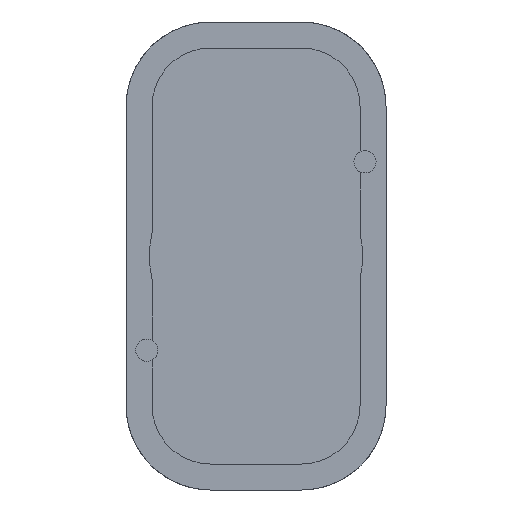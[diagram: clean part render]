
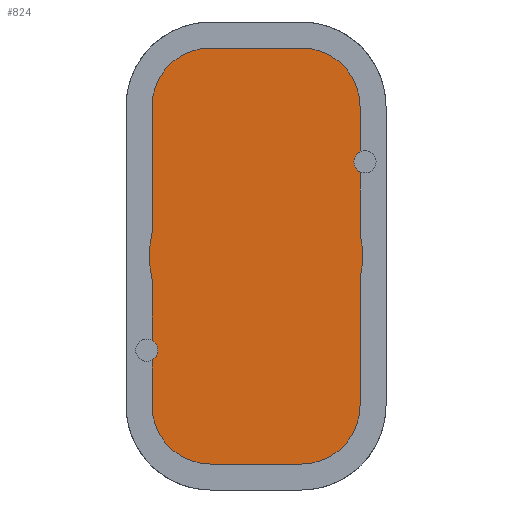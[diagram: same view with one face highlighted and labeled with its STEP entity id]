
A CAD part, front view. The second image highlights one B-rep face of the part: STEP entity #824.
In plain terms, the highlighted planar face has unit normal (0, -1, 0).
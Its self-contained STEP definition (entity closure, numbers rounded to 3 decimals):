
#81=LINE('',#1266,#146);
#82=LINE('',#1270,#147);
#83=LINE('',#1274,#148);
#84=LINE('',#1278,#149);
#85=LINE('',#1282,#150);
#86=LINE('',#1286,#151);
#87=LINE('',#1290,#152);
#88=LINE('',#1293,#153);
#146=VECTOR('',#1019,10.);
#147=VECTOR('',#1022,10.);
#148=VECTOR('',#1025,10.);
#149=VECTOR('',#1028,10.);
#150=VECTOR('',#1031,10.);
#151=VECTOR('',#1034,10.);
#152=VECTOR('',#1037,10.);
#153=VECTOR('',#1040,10.);
#200=FACE_OUTER_BOUND('',#251,.T.);
#251=EDGE_LOOP('',(#581,#582,#583,#584,#585,#586,#587,#588,#589,#590,#591,
#592,#593,#594,#595,#596,#597));
#312=CIRCLE('',#891,0.425);
#313=CIRCLE('',#892,0.425);
#314=CIRCLE('',#894,2.25);
#315=CIRCLE('',#895,2.25);
#316=CIRCLE('',#896,4.1);
#317=CIRCLE('',#897,0.474);
#318=CIRCLE('',#898,2.25);
#319=CIRCLE('',#899,2.25);
#320=CIRCLE('',#900,4.1);
#366=VERTEX_POINT('',#1256);
#367=VERTEX_POINT('',#1258);
#368=VERTEX_POINT('',#1261);
#369=VERTEX_POINT('',#1265);
#370=VERTEX_POINT('',#1267);
#371=VERTEX_POINT('',#1269);
#372=VERTEX_POINT('',#1271);
#373=VERTEX_POINT('',#1273);
#374=VERTEX_POINT('',#1275);
#375=VERTEX_POINT('',#1277);
#376=VERTEX_POINT('',#1279);
#377=VERTEX_POINT('',#1281);
#378=VERTEX_POINT('',#1283);
#379=VERTEX_POINT('',#1285);
#380=VERTEX_POINT('',#1287);
#381=VERTEX_POINT('',#1289);
#382=VERTEX_POINT('',#1291);
#447=EDGE_CURVE('',#366,#367,#312,.T.);
#450=EDGE_CURVE('',#368,#366,#313,.T.);
#451=EDGE_CURVE('',#369,#368,#81,.T.);
#452=EDGE_CURVE('',#370,#369,#314,.T.);
#453=EDGE_CURVE('',#371,#370,#82,.T.);
#454=EDGE_CURVE('',#372,#371,#315,.T.);
#455=EDGE_CURVE('',#373,#372,#83,.T.);
#456=EDGE_CURVE('',#374,#373,#316,.T.);
#457=EDGE_CURVE('',#375,#374,#84,.T.);
#458=EDGE_CURVE('',#376,#375,#317,.T.);
#459=EDGE_CURVE('',#377,#376,#85,.T.);
#460=EDGE_CURVE('',#378,#377,#318,.T.);
#461=EDGE_CURVE('',#379,#378,#86,.T.);
#462=EDGE_CURVE('',#380,#379,#319,.T.);
#463=EDGE_CURVE('',#381,#380,#87,.T.);
#464=EDGE_CURVE('',#382,#381,#320,.T.);
#465=EDGE_CURVE('',#367,#382,#88,.T.);
#581=ORIENTED_EDGE('',*,*,#450,.F.);
#582=ORIENTED_EDGE('',*,*,#451,.F.);
#583=ORIENTED_EDGE('',*,*,#452,.F.);
#584=ORIENTED_EDGE('',*,*,#453,.F.);
#585=ORIENTED_EDGE('',*,*,#454,.F.);
#586=ORIENTED_EDGE('',*,*,#455,.F.);
#587=ORIENTED_EDGE('',*,*,#456,.F.);
#588=ORIENTED_EDGE('',*,*,#457,.F.);
#589=ORIENTED_EDGE('',*,*,#458,.F.);
#590=ORIENTED_EDGE('',*,*,#459,.F.);
#591=ORIENTED_EDGE('',*,*,#460,.F.);
#592=ORIENTED_EDGE('',*,*,#461,.F.);
#593=ORIENTED_EDGE('',*,*,#462,.F.);
#594=ORIENTED_EDGE('',*,*,#463,.F.);
#595=ORIENTED_EDGE('',*,*,#464,.F.);
#596=ORIENTED_EDGE('',*,*,#465,.F.);
#597=ORIENTED_EDGE('',*,*,#447,.F.);
#803=PLANE('',#893);
#824=ADVANCED_FACE('',(#200),#803,.T.);
#891=AXIS2_PLACEMENT_3D('',#1259,#1011,#1012);
#892=AXIS2_PLACEMENT_3D('',#1263,#1015,#1016);
#893=AXIS2_PLACEMENT_3D('',#1264,#1017,#1018);
#894=AXIS2_PLACEMENT_3D('',#1268,#1020,#1021);
#895=AXIS2_PLACEMENT_3D('',#1272,#1023,#1024);
#896=AXIS2_PLACEMENT_3D('',#1276,#1026,#1027);
#897=AXIS2_PLACEMENT_3D('',#1280,#1029,#1030);
#898=AXIS2_PLACEMENT_3D('',#1284,#1032,#1033);
#899=AXIS2_PLACEMENT_3D('',#1288,#1035,#1036);
#900=AXIS2_PLACEMENT_3D('',#1292,#1038,#1039);
#1011=DIRECTION('center_axis',(0.,-1.,0.));
#1012=DIRECTION('ref_axis',(1.,0.,0.));
#1015=DIRECTION('center_axis',(0.,-1.,0.));
#1016=DIRECTION('ref_axis',(1.,0.,0.));
#1017=DIRECTION('center_axis',(0.,-1.,0.));
#1018=DIRECTION('ref_axis',(1.,0.,0.));
#1019=DIRECTION('',(0.,0.,-1.));
#1020=DIRECTION('center_axis',(0.,1.,0.));
#1021=DIRECTION('ref_axis',(1.,0.,0.));
#1022=DIRECTION('',(1.,0.,0.));
#1023=DIRECTION('center_axis',(0.,1.,0.));
#1024=DIRECTION('ref_axis',(0.,0.,1.));
#1025=DIRECTION('',(0.,0.,1.));
#1026=DIRECTION('center_axis',(0.,1.,0.));
#1027=DIRECTION('ref_axis',(1.,0.,0.));
#1028=DIRECTION('',(0.,0.,1.));
#1029=DIRECTION('center_axis',(0.,-1.,0.));
#1030=DIRECTION('ref_axis',(0.612,0.,-0.791));
#1031=DIRECTION('',(0.,0.,1.));
#1032=DIRECTION('center_axis',(0.,1.,0.));
#1033=DIRECTION('ref_axis',(-1.,0.,0.));
#1034=DIRECTION('',(-1.,0.,0.));
#1035=DIRECTION('center_axis',(0.,1.,0.));
#1036=DIRECTION('ref_axis',(0.,0.,-1.));
#1037=DIRECTION('',(0.,0.,-1.));
#1038=DIRECTION('center_axis',(0.,1.,0.));
#1039=DIRECTION('ref_axis',(1.,0.,0.));
#1040=DIRECTION('',(0.,0.,-1.));
#1256=CARTESIAN_POINT('',(3.766,4.5,3.62));
#1258=CARTESIAN_POINT('',(4.,4.5,3.24));
#1259=CARTESIAN_POINT('Origin',(4.191,4.5,3.62));
#1261=CARTESIAN_POINT('',(4.,4.5,4.));
#1263=CARTESIAN_POINT('Origin',(4.191,4.5,3.62));
#1264=CARTESIAN_POINT('Origin',(0.,4.5,0.));
#1265=CARTESIAN_POINT('',(4.,4.5,5.75));
#1266=CARTESIAN_POINT('',(4.,4.5,-5.75));
#1267=CARTESIAN_POINT('',(1.75,4.5,8.));
#1268=CARTESIAN_POINT('Origin',(1.75,4.5,5.75));
#1269=CARTESIAN_POINT('',(-1.75,4.5,8.));
#1270=CARTESIAN_POINT('',(1.75,4.5,8.));
#1271=CARTESIAN_POINT('',(-4.,4.5,5.75));
#1272=CARTESIAN_POINT('Origin',(-1.75,4.5,5.75));
#1273=CARTESIAN_POINT('',(-4.,4.5,0.9));
#1274=CARTESIAN_POINT('',(-4.,4.5,5.75));
#1275=CARTESIAN_POINT('',(-4.,4.5,-0.9));
#1276=CARTESIAN_POINT('Origin',(0.,4.5,0.));
#1277=CARTESIAN_POINT('',(-4.,4.5,-3.246));
#1278=CARTESIAN_POINT('',(-4.,4.5,5.75));
#1279=CARTESIAN_POINT('',(-4.,4.5,-3.996));
#1280=CARTESIAN_POINT('Origin',(-4.29,4.5,-3.621));
#1281=CARTESIAN_POINT('',(-4.,4.5,-5.75));
#1282=CARTESIAN_POINT('',(-4.,4.5,5.75));
#1283=CARTESIAN_POINT('',(-1.75,4.5,-8.));
#1284=CARTESIAN_POINT('Origin',(-1.75,4.5,-5.75));
#1285=CARTESIAN_POINT('',(1.75,4.5,-8.));
#1286=CARTESIAN_POINT('',(-1.75,4.5,-8.));
#1287=CARTESIAN_POINT('',(4.,4.5,-5.75));
#1288=CARTESIAN_POINT('Origin',(1.75,4.5,-5.75));
#1289=CARTESIAN_POINT('',(4.,4.5,-0.9));
#1290=CARTESIAN_POINT('',(4.,4.5,-5.75));
#1291=CARTESIAN_POINT('',(4.,4.5,0.9));
#1292=CARTESIAN_POINT('Origin',(0.,4.5,0.));
#1293=CARTESIAN_POINT('',(4.,4.5,-5.75));
